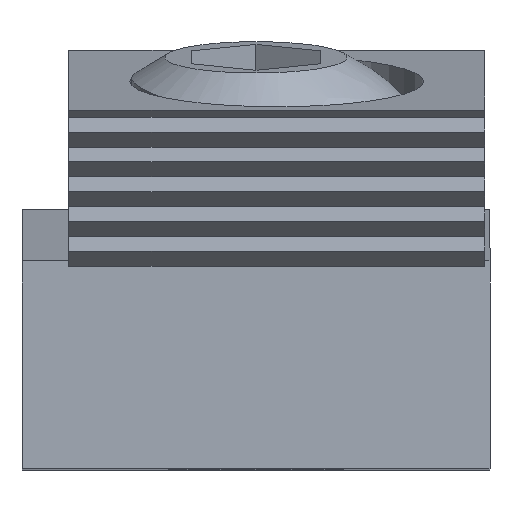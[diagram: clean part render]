
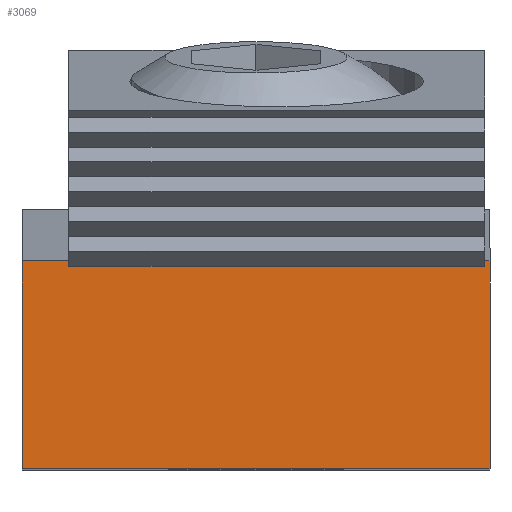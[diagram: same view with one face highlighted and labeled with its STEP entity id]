
A CAD part, top view. The second image highlights one B-rep face of the part: STEP entity #3069.
In plain terms, the highlighted face is planar.
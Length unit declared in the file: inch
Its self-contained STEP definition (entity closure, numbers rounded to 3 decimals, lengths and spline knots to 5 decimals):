
#118 = VECTOR ( 'NONE', #906, 39.37008 ) ;
#255 = FACE_OUTER_BOUND ( 'NONE', #1351, .T. ) ;
#326 = EDGE_CURVE ( 'NONE', #1214, #1674, #2398, .T. ) ;
#386 = ORIENTED_EDGE ( 'NONE', *, *, #2150, .T. ) ;
#446 = EDGE_CURVE ( 'NONE', #1577, #1674, #1516, .T. ) ;
#512 = CARTESIAN_POINT ( 'NONE',  ( 0.5625, -1.94, -0.625 ) ) ;
#553 = CARTESIAN_POINT ( 'NONE',  ( 0.5625, -1.94, -0.125 ) ) ;
#569 = VECTOR ( 'NONE', #1771, 39.37008 ) ;
#583 = DIRECTION ( 'NONE',  ( 0., 0., 1. ) ) ;
#606 = CARTESIAN_POINT ( 'NONE',  ( 0.5625, -1.94, -0.125 ) ) ;
#649 = LINE ( 'NONE', #1508, #569 ) ;
#693 = DIRECTION ( 'NONE',  ( 0., 1., 0. ) ) ;
#873 = DIRECTION ( 'NONE',  ( 0., 0., 1. ) ) ;
#906 = DIRECTION ( 'NONE',  ( 1., 0., 0. ) ) ;
#929 = VECTOR ( 'NONE', #583, 39.37008 ) ;
#1210 = CARTESIAN_POINT ( 'NONE',  ( 0.5625, -1.94, -0.125 ) ) ;
#1214 = VERTEX_POINT ( 'NONE', #2800 ) ;
#1351 = EDGE_LOOP ( 'NONE', ( #386, #2625, #2947, #1778 ) ) ;
#1418 = CARTESIAN_POINT ( 'NONE',  ( -0.5625, -1.94, -0.625 ) ) ;
#1455 = CARTESIAN_POINT ( 'NONE',  ( -0.5625, -1.94, -0.625 ) ) ;
#1508 = CARTESIAN_POINT ( 'NONE',  ( 0.5625, -1.94, -0.625 ) ) ;
#1516 = LINE ( 'NONE', #512, #929 ) ;
#1577 = VERTEX_POINT ( 'NONE', #2665 ) ;
#1674 = VERTEX_POINT ( 'NONE', #606 ) ;
#1771 = DIRECTION ( 'NONE',  ( 1., 0., 0. ) ) ;
#1778 = ORIENTED_EDGE ( 'NONE', *, *, #2747, .F. ) ;
#2132 = DIRECTION ( 'NONE',  ( 0., 0., 1. ) ) ;
#2150 = EDGE_CURVE ( 'NONE', #2698, #1577, #649, .T. ) ;
#2253 = VECTOR ( 'NONE', #2132, 39.37008 ) ;
#2264 = AXIS2_PLACEMENT_3D ( 'NONE', #1210, #693, #873 ) ;
#2398 = LINE ( 'NONE', #553, #118 ) ;
#2625 = ORIENTED_EDGE ( 'NONE', *, *, #446, .T. ) ;
#2665 = CARTESIAN_POINT ( 'NONE',  ( 0.5625, -1.94, -0.625 ) ) ;
#2698 = VERTEX_POINT ( 'NONE', #1455 ) ;
#2747 = EDGE_CURVE ( 'NONE', #2698, #1214, #2904, .T. ) ;
#2800 = CARTESIAN_POINT ( 'NONE',  ( -0.5625, -1.94, -0.125 ) ) ;
#2904 = LINE ( 'NONE', #1418, #2253 ) ;
#2947 = ORIENTED_EDGE ( 'NONE', *, *, #326, .F. ) ;
#3069 = ADVANCED_FACE ( 'NONE', ( #255 ), #3125, .F. ) ;
#3125 = PLANE ( 'NONE',  #2264 ) ;
